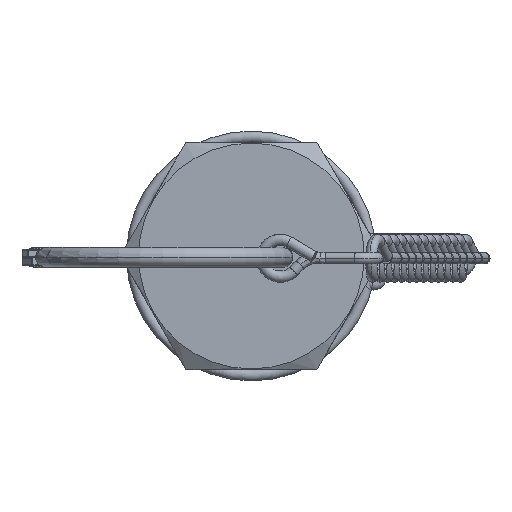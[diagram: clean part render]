
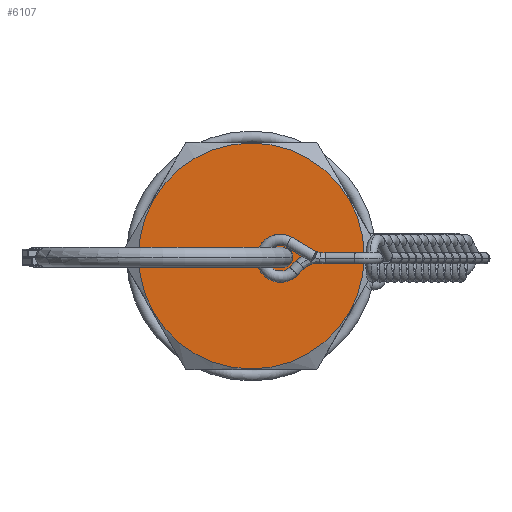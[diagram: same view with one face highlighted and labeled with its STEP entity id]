
A CAD part, left-side view. The second image highlights one B-rep face of the part: STEP entity #6107.
In plain terms, the highlighted planar face has unit normal (-1, 0, 0).
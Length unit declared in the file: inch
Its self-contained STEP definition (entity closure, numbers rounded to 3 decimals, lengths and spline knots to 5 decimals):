
#589 = CIRCLE ( 'NONE', #10956, 0.62125 ) ;
#607 = DIRECTION ( 'NONE',  ( -1., 0., 0. ) ) ;
#1074 = CARTESIAN_POINT ( 'NONE',  ( -1.37, 0., -0.62125 ) ) ;
#1288 = ORIENTED_EDGE ( 'NONE', *, *, #7621, .T. ) ;
#1937 = CIRCLE ( 'NONE', #7489, 0.62125 ) ;
#2681 = CARTESIAN_POINT ( 'NONE',  ( -1.37, 0., 0.62125 ) ) ;
#3511 = EDGE_LOOP ( 'NONE', ( #1288, #11932 ) ) ;
#4076 = DIRECTION ( 'NONE',  ( 1., 0., 0. ) ) ;
#4397 = DIRECTION ( 'NONE',  ( 0., 0., 1. ) ) ;
#6107 = ADVANCED_FACE ( 'NONE', ( #13938 ), #12490, .F. ) ;
#6295 = DIRECTION ( 'NONE',  ( 0., 0., -1. ) ) ;
#6398 = VERTEX_POINT ( 'NONE', #2681 ) ;
#6499 = EDGE_CURVE ( 'NONE', #9271, #6398, #1937, .T. ) ;
#7489 = AXIS2_PLACEMENT_3D ( 'NONE', #7959, #607, #4397 ) ;
#7621 = EDGE_CURVE ( 'NONE', #6398, #9271, #589, .T. ) ;
#7789 = DIRECTION ( 'NONE',  ( -1., 0., 0. ) ) ;
#7959 = CARTESIAN_POINT ( 'NONE',  ( -1.37, 0., 0. ) ) ;
#9271 = VERTEX_POINT ( 'NONE', #1074 ) ;
#10956 = AXIS2_PLACEMENT_3D ( 'NONE', #15087, #7789, #11416 ) ;
#11363 = CARTESIAN_POINT ( 'NONE',  ( -1.37, 0.625, 0.36084 ) ) ;
#11416 = DIRECTION ( 'NONE',  ( 0., 0., 1. ) ) ;
#11932 = ORIENTED_EDGE ( 'NONE', *, *, #6499, .T. ) ;
#12387 = AXIS2_PLACEMENT_3D ( 'NONE', #11363, #4076, #6295 ) ;
#12490 = PLANE ( 'NONE',  #12387 ) ;
#13938 = FACE_OUTER_BOUND ( 'NONE', #3511, .T. ) ;
#15087 = CARTESIAN_POINT ( 'NONE',  ( -1.37, 0., 0. ) ) ;
